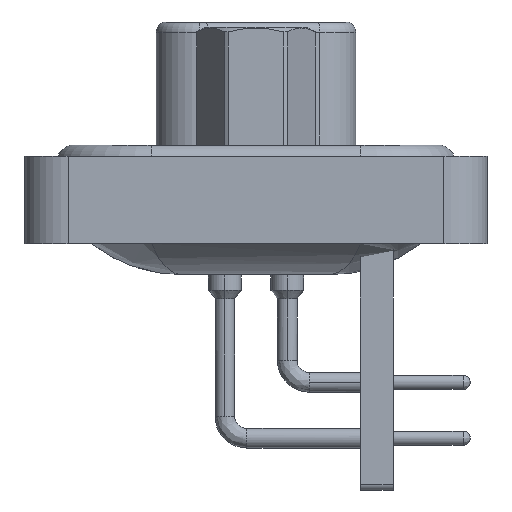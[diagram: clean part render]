
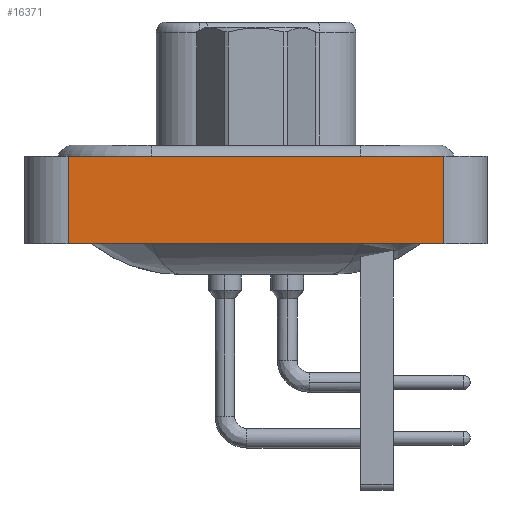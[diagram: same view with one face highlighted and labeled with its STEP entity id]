
A CAD part, left-side view. The second image highlights one B-rep face of the part: STEP entity #16371.
In plain terms, the highlighted planar face has unit normal (-1, 0, 0).
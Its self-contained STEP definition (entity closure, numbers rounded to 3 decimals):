
#271 = ORIENTED_EDGE ( 'NONE', *, *, #2895, .F. ) ;
#1519 = VERTEX_POINT ( 'NONE', #28742 ) ;
#1530 = VECTOR ( 'NONE', #11830, 1000. ) ;
#1816 = CARTESIAN_POINT ( 'NONE',  ( -7.285, -8.55, 0.4 ) ) ;
#1857 = VERTEX_POINT ( 'NONE', #11623 ) ;
#2383 = VECTOR ( 'NONE', #8503, 1000. ) ;
#2462 = VERTEX_POINT ( 'NONE', #1816 ) ;
#2895 = EDGE_CURVE ( 'NONE', #1857, #27465, #23454, .T. ) ;
#3035 = CARTESIAN_POINT ( 'NONE',  ( -7.285, -8.55, 0.4 ) ) ;
#3236 = PLANE ( 'NONE',  #4991 ) ;
#3989 = EDGE_CURVE ( 'NONE', #1519, #2462, #10238, .T. ) ;
#4267 = ORIENTED_EDGE ( 'NONE', *, *, #5950, .F. ) ;
#4991 = AXIS2_PLACEMENT_3D ( 'NONE', #18933, #21298, #19030 ) ;
#5844 = VECTOR ( 'NONE', #16811, 1000. ) ;
#5920 = VECTOR ( 'NONE', #21762, 1000. ) ;
#5950 = EDGE_CURVE ( 'NONE', #27465, #2462, #21186, .T. ) ;
#8503 = DIRECTION ( 'NONE',  ( 0., 0., 1. ) ) ;
#9221 = FACE_OUTER_BOUND ( 'NONE', #15260, .T. ) ;
#10238 = LINE ( 'NONE', #26656, #5920 ) ;
#11244 = LINE ( 'NONE', #19032, #5844 ) ;
#11623 = CARTESIAN_POINT ( 'NONE',  ( -7.285, 8.55, -3.6 ) ) ;
#11830 = DIRECTION ( 'NONE',  ( 0., -1., 0. ) ) ;
#14131 = EDGE_CURVE ( 'NONE', #1857, #1519, #11244, .T. ) ;
#15260 = EDGE_LOOP ( 'NONE', ( #22233, #4267, #271, #28392 ) ) ;
#15879 = CARTESIAN_POINT ( 'NONE',  ( -7.285, 8.55, 0.4 ) ) ;
#16371 = ADVANCED_FACE ( 'NONE', ( #9221 ), #3236, .T. ) ;
#16811 = DIRECTION ( 'NONE',  ( 0., -1., 0. ) ) ;
#18933 = CARTESIAN_POINT ( 'NONE',  ( -7.285, -8.55, -3.6 ) ) ;
#19030 = DIRECTION ( 'NONE',  ( 0., 0., 1. ) ) ;
#19032 = CARTESIAN_POINT ( 'NONE',  ( -7.285, -8.55, -3.6 ) ) ;
#21186 = LINE ( 'NONE', #3035, #1530 ) ;
#21298 = DIRECTION ( 'NONE',  ( -1., 0., 0. ) ) ;
#21762 = DIRECTION ( 'NONE',  ( 0., 0., 1. ) ) ;
#22233 = ORIENTED_EDGE ( 'NONE', *, *, #3989, .T. ) ;
#23454 = LINE ( 'NONE', #28826, #2383 ) ;
#26656 = CARTESIAN_POINT ( 'NONE',  ( -7.285, -8.55, -3.6 ) ) ;
#27465 = VERTEX_POINT ( 'NONE', #15879 ) ;
#28392 = ORIENTED_EDGE ( 'NONE', *, *, #14131, .T. ) ;
#28742 = CARTESIAN_POINT ( 'NONE',  ( -7.285, -8.55, -3.6 ) ) ;
#28826 = CARTESIAN_POINT ( 'NONE',  ( -7.285, 8.55, -3.6 ) ) ;
